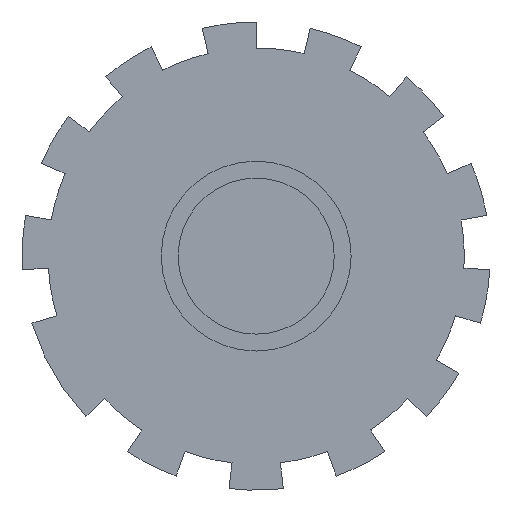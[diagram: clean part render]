
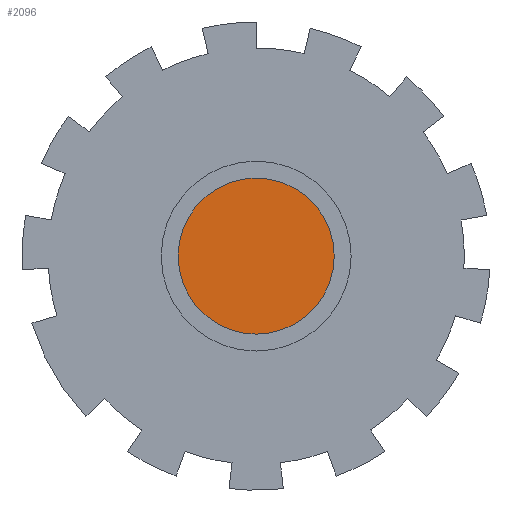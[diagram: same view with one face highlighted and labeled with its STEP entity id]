
A CAD part, left-side view. The second image highlights one B-rep face of the part: STEP entity #2096.
In plain terms, the highlighted planar face has unit normal (-1, 0, 0).
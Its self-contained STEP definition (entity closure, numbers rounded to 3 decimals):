
#599=FACE_OUTER_BOUND('',#721,.T.);
#721=EDGE_LOOP('',(#1900));
#817=CIRCLE('',#2318,3.);
#999=VERTEX_POINT('',#3549);
#1299=EDGE_CURVE('',#999,#999,#817,.T.);
#1900=ORIENTED_EDGE('',*,*,#1299,.T.);
#1980=PLANE('',#2319);
#2096=ADVANCED_FACE('',(#599),#1980,.T.);
#2318=AXIS2_PLACEMENT_3D('',#3550,#2939,#2940);
#2319=AXIS2_PLACEMENT_3D('',#3552,#2942,#2943);
#2939=DIRECTION('center_axis',(-1.,0.,0.));
#2940=DIRECTION('ref_axis',(0.,-1.,0.));
#2942=DIRECTION('center_axis',(-1.,0.,0.));
#2943=DIRECTION('ref_axis',(0.,-1.,0.));
#3549=CARTESIAN_POINT('',(100.235,-72.564,20.65));
#3550=CARTESIAN_POINT('Origin',(100.235,-75.564,20.65));
#3552=CARTESIAN_POINT('Origin',(100.235,-75.564,20.65));
